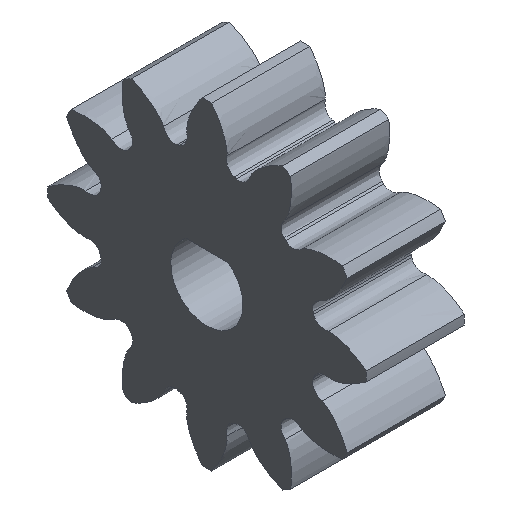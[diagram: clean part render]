
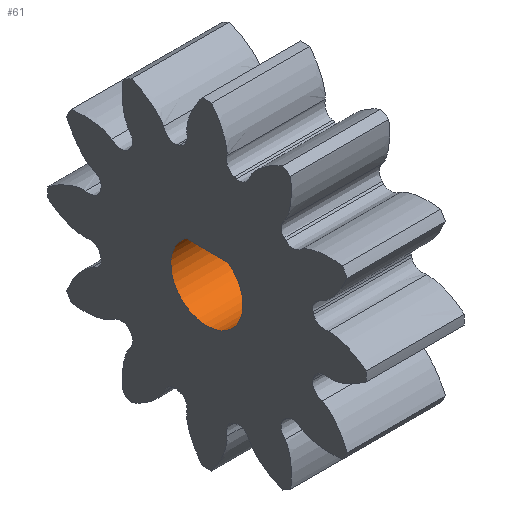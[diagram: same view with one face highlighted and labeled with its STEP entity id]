
A CAD part, isometric view. The second image highlights one B-rep face of the part: STEP entity #61.
In plain terms, the highlighted cylindrical face has radius 3.3 mm (diameter 6.6 mm), a partial arc.
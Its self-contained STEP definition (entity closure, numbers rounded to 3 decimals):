
#61=ADVANCED_FACE('',(#162),#164,.F.);
#162=FACE_BOUND('',#163,.T.);
#163=EDGE_LOOP('',(#777,#778,#779,#780));
#164=CYLINDRICAL_SURFACE('',#165,3.3);
#165=AXIS2_PLACEMENT_3D('',#166,#167,#168);
#166=CARTESIAN_POINT('',(10.,0.,0.));
#167=DIRECTION('',(-1.,0.,0.));
#168=DIRECTION('',(0.,0.577,0.817));
#777=ORIENTED_EDGE('',*,*,#3423,.F.);
#778=ORIENTED_EDGE('',*,*,#3426,.T.);
#779=ORIENTED_EDGE('',*,*,#3349,.F.);
#780=ORIENTED_EDGE('',*,*,#3425,.F.);
#3349=EDGE_CURVE('',#3643,#3644,#3645,.F.);
#3423=EDGE_CURVE('',#3791,#3792,#3793,.T.);
#3425=EDGE_CURVE('',#3792,#3643,#3795,.T.);
#3426=EDGE_CURVE('',#3791,#3644,#3796,.T.);
#3643=VERTEX_POINT('',#6197);
#3644=VERTEX_POINT('',#6198);
#3645=CIRCLE('',#6199,3.3);
#3791=VERTEX_POINT('',#8534);
#3792=VERTEX_POINT('',#8535);
#3793=CIRCLE('',#8536,3.3);
#3795=LINE('',#8543,#8544);
#3796=LINE('',#8546,#8547);
#6197=CARTESIAN_POINT('',(0.,-1.904,2.695));
#6198=CARTESIAN_POINT('',(0.,1.904,2.695));
#6199=AXIS2_PLACEMENT_3D('',#6200,#6201,#6202);
#6200=CARTESIAN_POINT('',(0.,0.,0.));
#6201=DIRECTION('',(-1.,0.,0.));
#6202=DIRECTION('',(0.,0.577,0.817));
#8534=CARTESIAN_POINT('',(9.,1.904,2.695));
#8535=CARTESIAN_POINT('',(9.,-1.904,2.695));
#8536=AXIS2_PLACEMENT_3D('',#8537,#8538,#8539);
#8537=CARTESIAN_POINT('',(9.,0.,0.));
#8538=DIRECTION('',(-1.,0.,0.));
#8539=DIRECTION('',(0.,0.577,0.817));
#8543=CARTESIAN_POINT('',(9.,-1.904,2.695));
#8544=VECTOR('',#8545,1.);
#8545=DIRECTION('',(-1.,0.,0.));
#8546=CARTESIAN_POINT('',(9.,1.904,2.695));
#8547=VECTOR('',#8548,1.);
#8548=DIRECTION('',(-1.,0.,0.));
